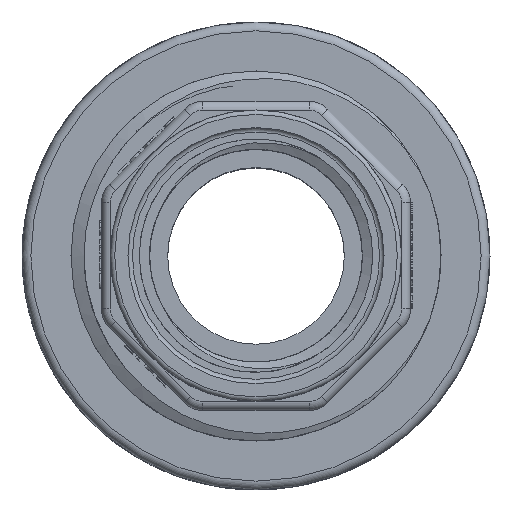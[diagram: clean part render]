
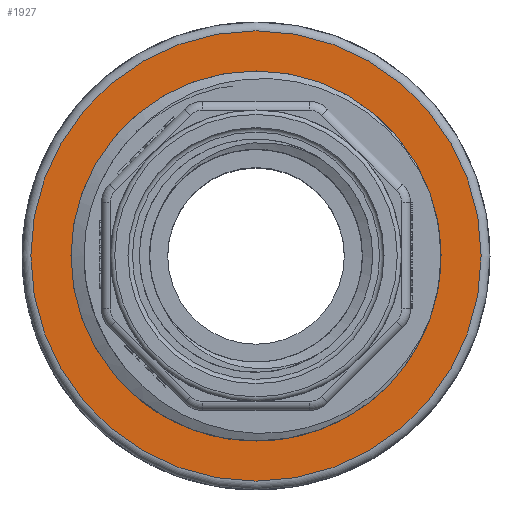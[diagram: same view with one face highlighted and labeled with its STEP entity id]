
A CAD part, top view. The second image highlights one B-rep face of the part: STEP entity #1927.
In plain terms, the highlighted planar face has unit normal (0, 0, 1).
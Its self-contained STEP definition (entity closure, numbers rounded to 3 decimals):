
#1927=ADVANCED_FACE('',(#4008,#4009),#2498,.T.);
#2498=PLANE('',#16902);
#3854=CIRCLE('',#16899,20.955);
#3855=CIRCLE('',#16901,25.5);
#4008=FACE_BOUND('',#4730,.T.);
#4009=FACE_BOUND('',#4731,.T.);
#4730=EDGE_LOOP('',(#8313));
#4731=EDGE_LOOP('',(#8314));
#8313=ORIENTED_EDGE('',*,*,#12834,.T.);
#8314=ORIENTED_EDGE('',*,*,#12833,.T.);
#10798=VERTEX_POINT('',#32871);
#10799=VERTEX_POINT('',#33418);
#12833=EDGE_CURVE('',#10798,#10798,#3854,.T.);
#12834=EDGE_CURVE('',#10799,#10799,#3855,.T.);
#16899=AXIS2_PLACEMENT_3D('',#32870,#19523,#19524);
#16901=AXIS2_PLACEMENT_3D('',#33417,#19527,#19528);
#16902=AXIS2_PLACEMENT_3D('',#33419,#19529,#19530);
#19523=DIRECTION('',(0.,0.,-1.));
#19524=DIRECTION('',(1.,0.,0.));
#19527=DIRECTION('',(0.,0.,1.));
#19528=DIRECTION('',(1.,0.,0.));
#19529=DIRECTION('',(0.,0.,1.));
#19530=DIRECTION('',(-1.,0.,0.));
#32870=CARTESIAN_POINT('',(1084.,160.,20.95));
#32871=CARTESIAN_POINT('',(1104.955,160.,20.95));
#33417=CARTESIAN_POINT('',(1084.,160.,20.95));
#33418=CARTESIAN_POINT('',(1109.5,160.,20.95));
#33419=CARTESIAN_POINT('',(1084.,160.,20.95));
